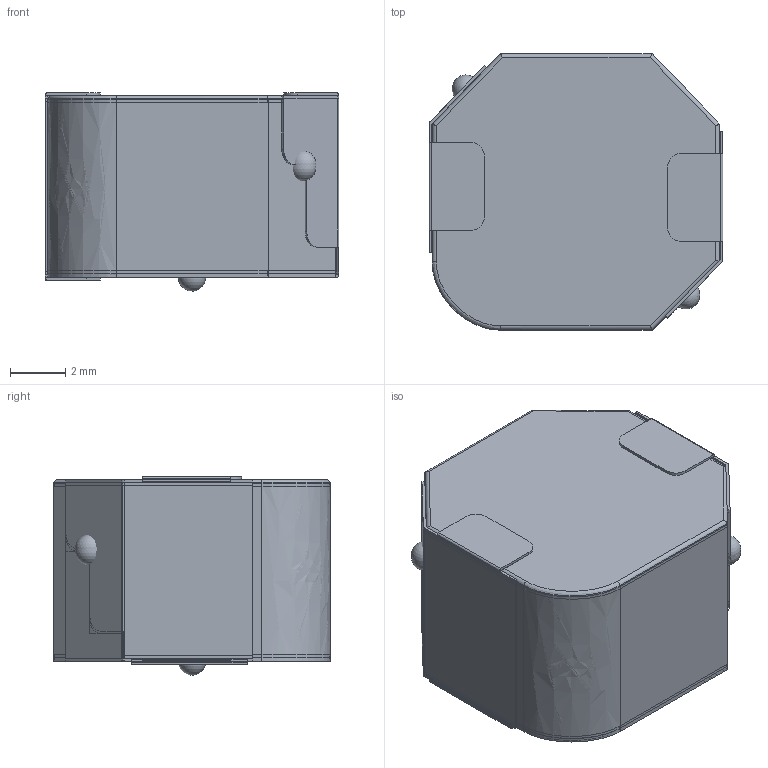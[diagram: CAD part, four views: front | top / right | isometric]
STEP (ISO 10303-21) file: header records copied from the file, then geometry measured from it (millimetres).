
FILE_DESCRIPTION(('FreeCAD Model'),'2;1');
FILE_NAME('Open CASCADE Shape Model','2022-02-03T08:03:18',('Author'),( ''),'Open CASCADE STEP processor 7.4','FreeCAD','Unknown');
FILE_SCHEMA(('AUTOMOTIVE_DESIGN { 1 0 10303 214 1 1 1 1 }'));
Length unit declared in the file: millimetre
Products named in the file (53): tdk_SPM10065VT_D_inductors_for_power_circuits_wound_metal; Part; Shell; WireEnd1; WireEnd2; Sketch; Pad; Fillet; Fillet001; Sphere; Sphere001; MainPart; Sketch001; Pad001; Pad002; Pad003; Fillet002; Electrode1; BottomPart; TopPart; Sketch002; Pad004; Fillet003; Fillet004; Fillet005; Sketch003; Pad005; Fillet006; Fillet007; Sketch004; Pocket; Fillet008; MainPart001; Sketch005; Pad006; Pad007; Pad008; Fillet009; Electrode2; BottomPart001 ...
Assembly tree (61 placements, depth 3):
  tdk_SPM10065VT_D_inductors_for_power_circuits_wound_metal
    Part
      Shell
      WireEnd1
      WireEnd2
    Shell
    Sketch
    Pad
    Fillet
    Fillet001
    WireEnd1
    Sphere
    Sphere001
    WireEnd2
    MainPart
    Sketch001
    Pad001
    Pad002
    Pad003
    Fillet002
    Electrode1
      MainPart
      BottomPart
      TopPart
    BottomPart
    Sketch002
    Pad004
    Fillet003
    Fillet004
    Fillet005
    TopPart
    Sketch003
    Pad005
    Fillet006
    Fillet007
    Sketch004
    Pocket
    Fillet008
    MainPart001
    Sketch005
    Pad006
    Pad007
    Pad008
    Fillet009
    Electrode2
      MainPart001
      BottomPart001
      TopPart001
    BottomPart001
    Sketch006
    Pad009
    Fillet010
    Fillet011
    Fillet012
    TopPart001
    Sketch007
    Pad010
    Fillet013
    Fillet014
    Sketch008
Bounding box: 10.66 x 10.03 x 7.2 mm (x, y, z)
Surface area: 3754.7 mm2
Topology: 49 solids, 49 shells, 630 faces, 1480 edges, 984 vertices
Faces by surface type: plane 469, cylinder 143, bspline 7, sphere 6, extrusion 5
Entity records: 31080 total; most frequent: CARTESIAN_POINT 6029, DIRECTION 4523, VECTOR 2997, LINE 2993, ORIENTED_EDGE 2288, PCURVE 2288, DEFINITIONAL_REPRESENTATION 2288, EDGE_CURVE 1144
